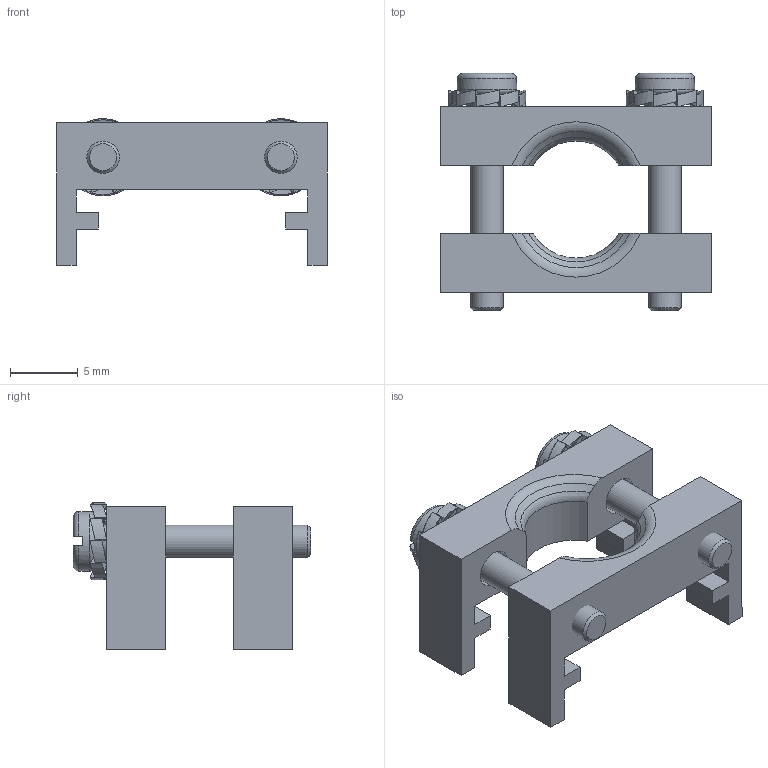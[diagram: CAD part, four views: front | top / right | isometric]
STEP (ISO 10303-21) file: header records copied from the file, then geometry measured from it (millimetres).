
FILE_DESCRIPTION(/* description */ ('Klemmmodul N° 4'),/* implementation_level */ '2;1');
FILE_NAME(/* name */ '00810444-RST.stp',/* time_stamp */ '2020-10-27T13:49:26+01:00',/* author */ ('sl'),/* organization */ (''),/* preprocessor_version */ 'ST-DEVELOPER v16.5',/* originating_system */ 'Autodesk Inventor 2017',/* authorisation */ '');
FILE_SCHEMA (('AUTOMOTIVE_DESIGN { 1 0 10303 214 3 1 1 }'));
Length unit declared in the file: millimetre
Products named in the file (5): 00810444; 00810444_1; 00810444_2; 00810444_3; 00810444_4
Assembly tree (6 placements, depth 2):
  00810444
    00810444_1
    00810444_2  x2
    00810444_3  x2
    00810444_4
Bounding box: 20 x 17.54 x 10.84 mm (x, y, z)
Volume: 1078.5 mm3; surface area: 1717.1 mm2
Topology: 6 solids, 6 shells, 322 faces, 842 edges, 534 vertices
Faces by surface type: plane 176, cylinder 92, bspline 40, torus 10, cone 4
Full cylindrical faces by diameter (mm): 1.96 x2, 2.4 x2, 2.57 x2, 2.83 x2, 4.41 x2
Entity records: 6198 total; most frequent: CARTESIAN_POINT 1443, DIRECTION 984, ORIENTED_EDGE 958, EDGE_CURVE 479, AXIS2_PLACEMENT_3D 356, VERTEX_POINT 311, LINE 272, VECTOR 272
